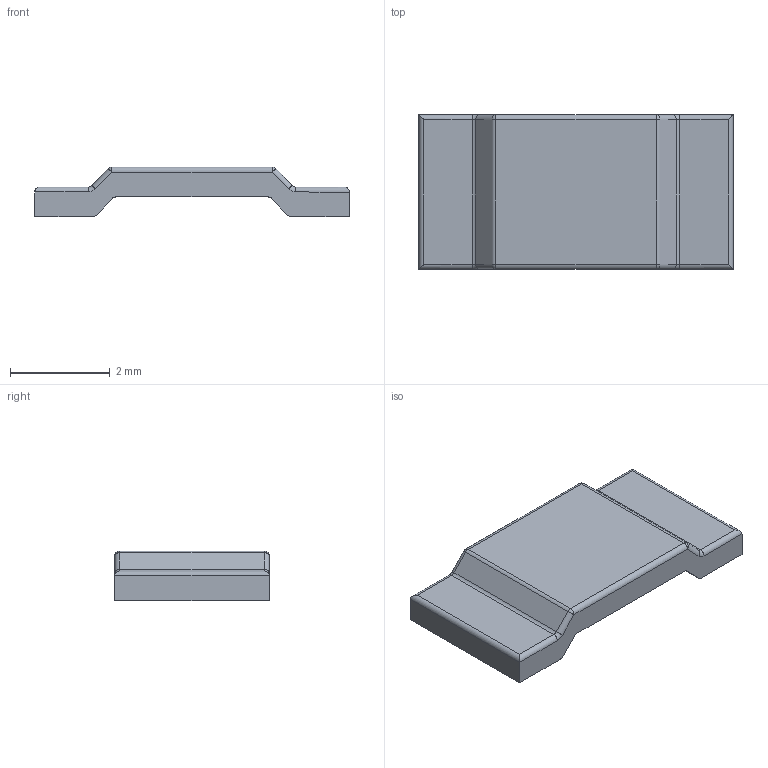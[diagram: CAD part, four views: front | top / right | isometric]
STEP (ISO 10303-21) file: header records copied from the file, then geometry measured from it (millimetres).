
FILE_DESCRIPTION (( 'STEP AP214' ), '1' );
FILE_NAME ('RES-SMD_L6.3-W3.STEP', '2022-01-01T13:40:55', ( '' ), ( '' ), 'SwSTEP 2.0', 'SolidWorks 2018', '' );
FILE_SCHEMA (( 'AUTOMOTIVE_DESIGN' ));
Length unit declared in the file: millimetre
Products named in the file (1): RES-SMD_L6.3-W3
Bounding box: 6.3 x 3.1 x 1 mm (x, y, z)
Volume: 11.9 mm3; surface area: 51.7 mm2
Topology: 1 solids, 1 shells, 102 faces, 255 edges, 162 vertices
Faces by surface type: plane 58, cylinder 20, bspline 16, torus 4, sphere 4
Entity records: 4445 total; most frequent: CARTESIAN_POINT 1588, ORIENTED_EDGE 510, DIRECTION 429, EDGE_CURVE 255, LINE 183, VECTOR 183, VERTEX_POINT 162, AXIS2_PLACEMENT_3D 123
